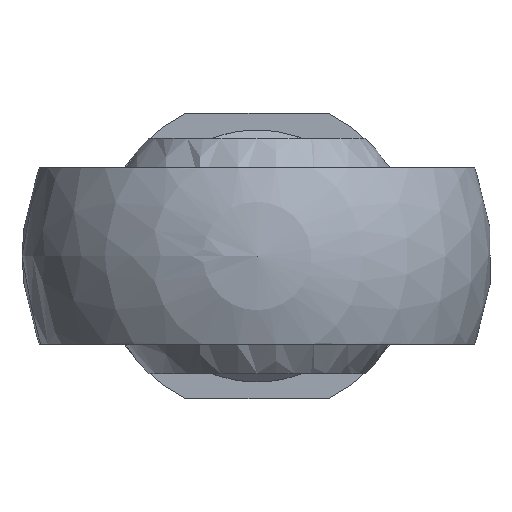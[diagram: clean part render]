
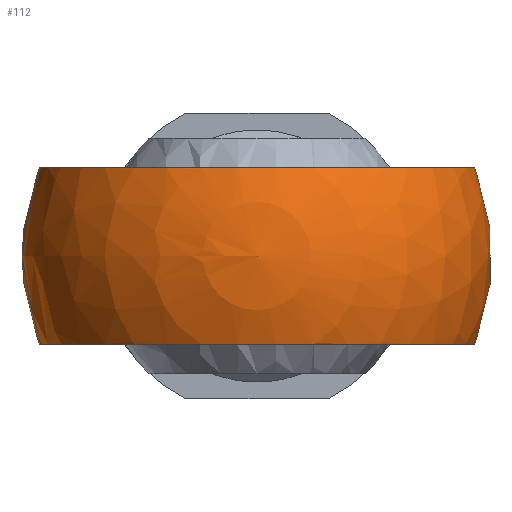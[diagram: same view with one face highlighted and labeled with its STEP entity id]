
A CAD part, left-side view. The second image highlights one B-rep face of the part: STEP entity #112.
In plain terms, the highlighted spherical face has radius 14 mm.
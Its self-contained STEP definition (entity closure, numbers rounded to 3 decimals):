
#112 = ADVANCED_FACE( '', ( #212, #213 ), #214, .T. );
#212 = FACE_BOUND( '', #308, .T. );
#213 = FACE_OUTER_BOUND( '', #309, .T. );
#214 = SPHERICAL_SURFACE( '', #310, 14. );
#308 = VERTEX_LOOP( '', #447 );
#309 = EDGE_LOOP( '', ( #448, #449, #450, #451 ) );
#310 = AXIS2_PLACEMENT_3D( '', #452, #453, #454 );
#447 = VERTEX_POINT( '', #570 );
#448 = ORIENTED_EDGE( '', *, *, #561, .F. );
#449 = ORIENTED_EDGE( '', *, *, #554, .T. );
#450 = ORIENTED_EDGE( '', *, *, #563, .F. );
#451 = ORIENTED_EDGE( '', *, *, #558, .T. );
#452 = CARTESIAN_POINT( '', ( 0., 0., 0. ) );
#453 = DIRECTION( '', ( 1., 0., 0. ) );
#454 = DIRECTION( '', ( 0., 1., 0. ) );
#554 = EDGE_CURVE( '', #634, #639, #641, .F. );
#558 = EDGE_CURVE( '', #643, #645, #647, .F. );
#561 = EDGE_CURVE( '', #634, #645, #650, .T. );
#563 = EDGE_CURVE( '', #643, #639, #652, .T. );
#570 = CARTESIAN_POINT( '', ( -14., 0., 0. ) );
#634 = VERTEX_POINT( '', #732 );
#639 = VERTEX_POINT( '', #743 );
#641 = CIRCLE( '', #750, 12.978 );
#643 = VERTEX_POINT( '', #752 );
#645 = VERTEX_POINT( '', #759 );
#647 = CIRCLE( '', #766, 12.978 );
#650 = CIRCLE( '', #769, 12.121 );
#652 = CIRCLE( '', #771, 12.121 );
#732 = CARTESIAN_POINT( '', ( 7.006, -10.925, 5.25 ) );
#743 = CARTESIAN_POINT( '', ( 7.006, 10.925, 5.25 ) );
#750 = AXIS2_PLACEMENT_3D( '', #852, #853, #854 );
#752 = CARTESIAN_POINT( '', ( 7.006, 10.925, -5.25 ) );
#759 = CARTESIAN_POINT( '', ( 7.006, -10.925, -5.25 ) );
#766 = AXIS2_PLACEMENT_3D( '', #855, #856, #857 );
#769 = AXIS2_PLACEMENT_3D( '', #861, #862, #863 );
#771 = AXIS2_PLACEMENT_3D( '', #864, #865, #866 );
#852 = CARTESIAN_POINT( '', ( 0., 0., 5.25 ) );
#853 = DIRECTION( '', ( 0., 0., 1. ) );
#854 = DIRECTION( '', ( 1., 0., 0. ) );
#855 = CARTESIAN_POINT( '', ( 0., 0., -5.25 ) );
#856 = DIRECTION( '', ( 0., 0., -1. ) );
#857 = DIRECTION( '', ( -1., 0., 0. ) );
#861 = CARTESIAN_POINT( '', ( 7.006, 0., 0. ) );
#862 = DIRECTION( '', ( 1., 0., 0. ) );
#863 = DIRECTION( '', ( 0., 0., -1. ) );
#864 = CARTESIAN_POINT( '', ( 7.006, 0., 0. ) );
#865 = DIRECTION( '', ( 1., 0., 0. ) );
#866 = DIRECTION( '', ( 0., 0., -1. ) );
